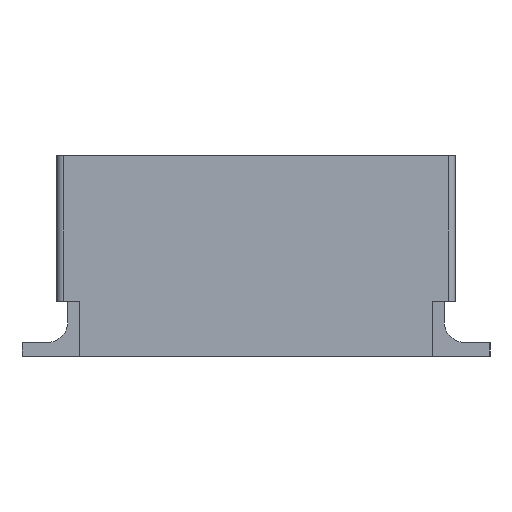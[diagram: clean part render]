
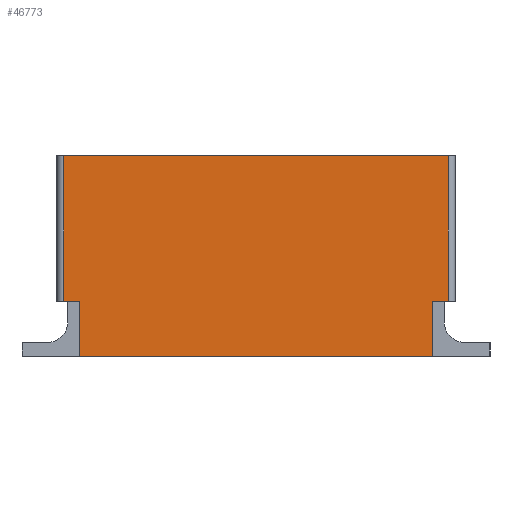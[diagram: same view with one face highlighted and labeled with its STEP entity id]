
A CAD part, left-side view. The second image highlights one B-rep face of the part: STEP entity #46773.
In plain terms, the highlighted planar face has unit normal (-1, 0, 0).
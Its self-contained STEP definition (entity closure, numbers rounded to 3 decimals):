
#629 = CARTESIAN_POINT ( 'NONE',  ( -3.7, 1.278, 0. ) ) ;
#2033 = VECTOR ( 'NONE', #43521, 1000. ) ;
#4060 = VECTOR ( 'NONE', #7978, 1000. ) ;
#5685 = LINE ( 'NONE', #20864, #8353 ) ;
#6106 = CARTESIAN_POINT ( 'NONE',  ( -3.7, -1.278, 0. ) ) ;
#7527 = CARTESIAN_POINT ( 'NONE',  ( -3.7, 1.278, 0.397 ) ) ;
#7668 = VERTEX_POINT ( 'NONE', #43311 ) ;
#7978 = DIRECTION ( 'NONE',  ( 0., -1., 0. ) ) ;
#8129 = EDGE_CURVE ( 'NONE', #13668, #15271, #5685, .T. ) ;
#8353 = VECTOR ( 'NONE', #13407, 1000. ) ;
#8699 = VECTOR ( 'NONE', #37483, 1000. ) ;
#9271 = CARTESIAN_POINT ( 'NONE',  ( -3.7, -1.39, 1.45 ) ) ;
#9934 = FACE_OUTER_BOUND ( 'NONE', #45813, .T. ) ;
#10128 = ORIENTED_EDGE ( 'NONE', *, *, #8129, .T. ) ;
#11208 = ORIENTED_EDGE ( 'NONE', *, *, #20697, .F. ) ;
#11441 = CARTESIAN_POINT ( 'NONE',  ( -3.7, 1.39, 0.397 ) ) ;
#11809 = ORIENTED_EDGE ( 'NONE', *, *, #42927, .T. ) ;
#12074 = LINE ( 'NONE', #42679, #43955 ) ;
#13407 = DIRECTION ( 'NONE',  ( 0., 0., 1. ) ) ;
#13420 = PLANE ( 'NONE',  #42834 ) ;
#13668 = VERTEX_POINT ( 'NONE', #14161 ) ;
#14161 = CARTESIAN_POINT ( 'NONE',  ( -3.7, -1.39, 0.397 ) ) ;
#14629 = EDGE_CURVE ( 'NONE', #30966, #44766, #34723, .T. ) ;
#15271 = VERTEX_POINT ( 'NONE', #9271 ) ;
#15865 = DIRECTION ( 'NONE',  ( 0., 0., 1. ) ) ;
#17000 = ORIENTED_EDGE ( 'NONE', *, *, #46723, .F. ) ;
#19594 = DIRECTION ( 'NONE',  ( 0., 0., -1. ) ) ;
#20697 = EDGE_CURVE ( 'NONE', #7668, #30966, #34925, .T. ) ;
#20864 = CARTESIAN_POINT ( 'NONE',  ( -3.7, -1.39, 1.45 ) ) ;
#21109 = ORIENTED_EDGE ( 'NONE', *, *, #14629, .F. ) ;
#21368 = EDGE_CURVE ( 'NONE', #13668, #46577, #30464, .T. ) ;
#22171 = CARTESIAN_POINT ( 'NONE',  ( -3.7, 1.44, 0.397 ) ) ;
#22538 = ORIENTED_EDGE ( 'NONE', *, *, #34400, .T. ) ;
#23130 = LINE ( 'NONE', #23366, #23924 ) ;
#23366 = CARTESIAN_POINT ( 'NONE',  ( -3.7, 1.39, 1.45 ) ) ;
#23924 = VECTOR ( 'NONE', #19594, 1000. ) ;
#25191 = VECTOR ( 'NONE', #15865, 1000. ) ;
#25451 = DIRECTION ( 'NONE',  ( 1., 0., 0. ) ) ;
#25896 = ORIENTED_EDGE ( 'NONE', *, *, #41784, .F. ) ;
#28311 = CARTESIAN_POINT ( 'NONE',  ( -3.7, -1.278, 0.397 ) ) ;
#29963 = ORIENTED_EDGE ( 'NONE', *, *, #21368, .F. ) ;
#30464 = LINE ( 'NONE', #49222, #34741 ) ;
#30966 = VERTEX_POINT ( 'NONE', #7527 ) ;
#31414 = DIRECTION ( 'NONE',  ( 0., -1., 0. ) ) ;
#31998 = CARTESIAN_POINT ( 'NONE',  ( -3.7, -1.278, 0. ) ) ;
#32007 = VERTEX_POINT ( 'NONE', #45614 ) ;
#32663 = VERTEX_POINT ( 'NONE', #6106 ) ;
#33963 = DIRECTION ( 'NONE',  ( 0., 1., 0. ) ) ;
#34400 = EDGE_CURVE ( 'NONE', #7668, #32663, #12074, .T. ) ;
#34723 = LINE ( 'NONE', #22171, #8699 ) ;
#34741 = VECTOR ( 'NONE', #45474, 1000. ) ;
#34925 = LINE ( 'NONE', #629, #25191 ) ;
#37456 = CARTESIAN_POINT ( 'NONE',  ( -3.7, 1.44, 1.45 ) ) ;
#37483 = DIRECTION ( 'NONE',  ( 0., 1., 0. ) ) ;
#38517 = LINE ( 'NONE', #42786, #4060 ) ;
#41784 = EDGE_CURVE ( 'NONE', #32007, #15271, #38517, .T. ) ;
#42679 = CARTESIAN_POINT ( 'NONE',  ( -3.7, 1.44, 0. ) ) ;
#42786 = CARTESIAN_POINT ( 'NONE',  ( -3.7, 1.44, 1.45 ) ) ;
#42834 = AXIS2_PLACEMENT_3D ( 'NONE', #37456, #25451, #33963 ) ;
#42927 = EDGE_CURVE ( 'NONE', #32007, #44766, #23130, .T. ) ;
#43311 = CARTESIAN_POINT ( 'NONE',  ( -3.7, 1.278, 0. ) ) ;
#43521 = DIRECTION ( 'NONE',  ( 0., 0., -1. ) ) ;
#43759 = LINE ( 'NONE', #31998, #2033 ) ;
#43955 = VECTOR ( 'NONE', #31414, 1000. ) ;
#44766 = VERTEX_POINT ( 'NONE', #11441 ) ;
#45474 = DIRECTION ( 'NONE',  ( 0., 1., 0. ) ) ;
#45614 = CARTESIAN_POINT ( 'NONE',  ( -3.7, 1.39, 1.45 ) ) ;
#45813 = EDGE_LOOP ( 'NONE', ( #29963, #10128, #25896, #11809, #21109, #11208, #22538, #17000 ) ) ;
#46577 = VERTEX_POINT ( 'NONE', #28311 ) ;
#46723 = EDGE_CURVE ( 'NONE', #46577, #32663, #43759, .T. ) ;
#46773 = ADVANCED_FACE ( 'NONE', ( #9934 ), #13420, .F. ) ;
#49222 = CARTESIAN_POINT ( 'NONE',  ( -3.7, -1.44, 0.397 ) ) ;
